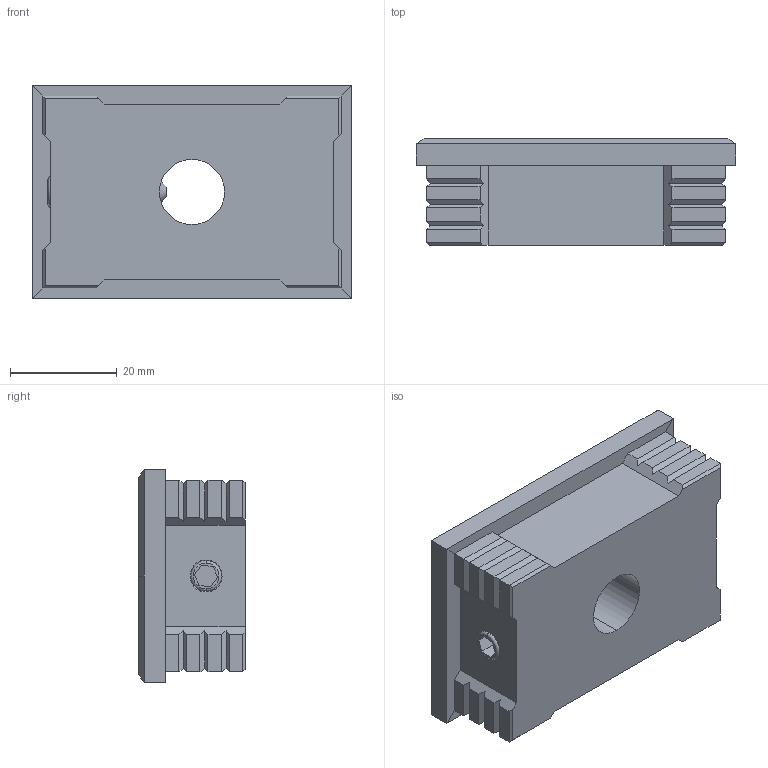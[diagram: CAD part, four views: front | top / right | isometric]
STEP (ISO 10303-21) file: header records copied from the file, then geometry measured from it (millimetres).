
FILE_DESCRIPTION (( 'STEP AP203' ), '1' );
FILE_NAME ('3D_GC2014_60x40x2_188685542..STEP', '2024-10-02T10:21:12', ( '' ), ( '' ), 'SwSTEP 2.0', 'SolidWorks 2024', '' );
FILE_SCHEMA (( 'CONFIG_CONTROL_DESIGN' ));
Length unit declared in the file: millimetre
Products named in the file (1): 3D_GC2014_60x40x2_188685542.
Bounding box: 60 x 20 x 40 mm (x, y, z)
Volume: 37215.2 mm3; surface area: 9881.7 mm2
Topology: 2 solids, 2 shells, 136 faces, 335 edges, 203 vertices
Faces by surface type: plane 124, cylinder 6, cone 4, torus 2
Entity records: 3938 total; most frequent: CARTESIAN_POINT 673, ORIENTED_EDGE 666, DIRECTION 625, EDGE_CURVE 333, VECTOR 315, LINE 315, VERTEX_POINT 203, AXIS2_PLACEMENT_3D 155
